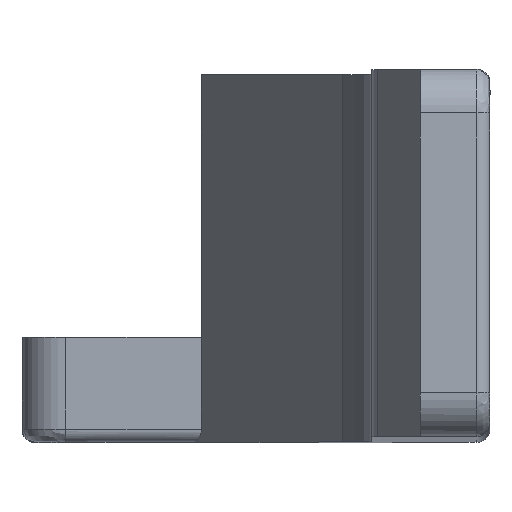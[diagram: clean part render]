
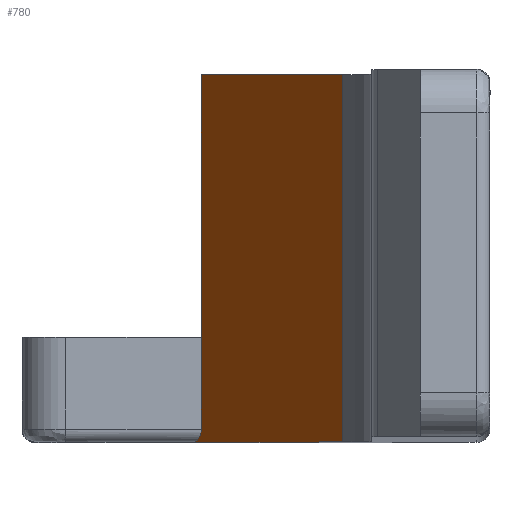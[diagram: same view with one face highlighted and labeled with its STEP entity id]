
A CAD part, top view. The second image highlights one B-rep face of the part: STEP entity #780.
In plain terms, the highlighted planar face has unit normal (-0.832, 0, 0.555).
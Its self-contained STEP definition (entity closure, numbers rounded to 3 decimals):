
#108 = VERTEX_POINT ( 'NONE', #748 ) ;
#162 = EDGE_CURVE ( 'NONE', #1323, #108, #371, .T. ) ;
#204 = CARTESIAN_POINT ( 'NONE',  ( 94., 41.5, 71.099 ) ) ;
#232 = ORIENTED_EDGE ( 'NONE', *, *, #2257, .T. ) ;
#269 = DIRECTION ( 'NONE',  ( -0.832, 0., 0.555 ) ) ;
#371 = LINE ( 'NONE', #1041, #1067 ) ;
#449 = CARTESIAN_POINT ( 'NONE',  ( 95., 83.5, 72.599 ) ) ;
#464 = PLANE ( 'NONE',  #1452 ) ;
#500 = CARTESIAN_POINT ( 'NONE',  ( 95., 83.5, 72.599 ) ) ;
#546 = CARTESIAN_POINT ( 'NONE',  ( 111.141, -13.251, 96.81 ) ) ;
#639 = VECTOR ( 'NONE', #818, 1000. ) ;
#673 = CARTESIAN_POINT ( 'NONE',  ( 94., 41.5, 71.099 ) ) ;
#748 = CARTESIAN_POINT ( 'NONE',  ( 95., 53.5, 72.599 ) ) ;
#780 = ADVANCED_FACE ( 'NONE', ( #1872 ), #464, .T. ) ;
#818 = DIRECTION ( 'NONE',  ( 0.555, 0., 0.832 ) ) ;
#968 = VERTEX_POINT ( 'NONE', #2222 ) ;
#975 = CARTESIAN_POINT ( 'NONE',  ( 111.141, 83.5, 96.81 ) ) ;
#1018 = DIRECTION ( 'NONE',  ( 0., -1., 0. ) ) ;
#1041 = CARTESIAN_POINT ( 'NONE',  ( 95., 83.5, 72.599 ) ) ;
#1067 = VECTOR ( 'NONE', #1018, 1000. ) ;
#1135 = CARTESIAN_POINT ( 'NONE',  ( 94.586, 41.5, 71.977 ) ) ;
#1146 = LINE ( 'NONE', #1997, #1598 ) ;
#1205 = VERTEX_POINT ( 'NONE', #1327 ) ;
#1230 = EDGE_CURVE ( 'NONE', #1441, #968, #2040, .T. ) ;
#1268 = ORIENTED_EDGE ( 'NONE', *, *, #1394, .T. ) ;
#1306 = DIRECTION ( 'NONE',  ( 0., 1., 0. ) ) ;
#1323 = VERTEX_POINT ( 'NONE', #449 ) ;
#1327 = CARTESIAN_POINT ( 'NONE',  ( 111.141, 41.5, 96.81 ) ) ;
#1394 = EDGE_CURVE ( 'NONE', #108, #968, #1708, .T. ) ;
#1411 = EDGE_CURVE ( 'NONE', #1205, #1441, #1146, .T. ) ;
#1441 = VERTEX_POINT ( 'NONE', #673 ) ;
#1452 = AXIS2_PLACEMENT_3D ( 'NONE', #2004, #269, #1584 ) ;
#1478 = VECTOR ( 'NONE', #2368, 1000. ) ;
#1584 = DIRECTION ( 'NONE',  ( 0.555, 0., 0.832 ) ) ;
#1590 = ORIENTED_EDGE ( 'NONE', *, *, #1843, .F. ) ;
#1598 = VECTOR ( 'NONE', #1622, 1000. ) ;
#1622 = DIRECTION ( 'NONE',  ( -0.555, 0., -0.832 ) ) ;
#1708 = LINE ( 'NONE', #500, #1478 ) ;
#1812 = LINE ( 'NONE', #546, #2088 ) ;
#1843 = EDGE_CURVE ( 'NONE', #1323, #2400, #1974, .T. ) ;
#1872 = FACE_OUTER_BOUND ( 'NONE', #2402, .T. ) ;
#1944 = CARTESIAN_POINT ( 'NONE',  ( 95., 42.121, 72.599 ) ) ;
#1974 = LINE ( 'NONE', #1991, #639 ) ;
#1991 = CARTESIAN_POINT ( 'NONE',  ( 95., 83.5, 72.599 ) ) ;
#1997 = CARTESIAN_POINT ( 'NONE',  ( 111.141, 41.5, 96.81 ) ) ;
#2004 = CARTESIAN_POINT ( 'NONE',  ( 95., 83.5, 72.599 ) ) ;
#2040 =( BOUNDED_CURVE ( )  B_SPLINE_CURVE ( 3, ( #204, #1135, #1944, #2308 ),
 .UNSPECIFIED., .F., .F. ) 
 B_SPLINE_CURVE_WITH_KNOTS ( ( 4, 4 ),
 ( 1.571, 3.142 ),
 .UNSPECIFIED. ) 
 CURVE ( )  GEOMETRIC_REPRESENTATION_ITEM ( )  RATIONAL_B_SPLINE_CURVE ( ( 1., 0.805, 0.805, 1. ) ) 
 REPRESENTATION_ITEM ( '' )  );
#2053 = ORIENTED_EDGE ( 'NONE', *, *, #1230, .F. ) ;
#2088 = VECTOR ( 'NONE', #1306, 1000. ) ;
#2222 = CARTESIAN_POINT ( 'NONE',  ( 95., 43., 72.599 ) ) ;
#2257 = EDGE_CURVE ( 'NONE', #1205, #2400, #1812, .T. ) ;
#2308 = CARTESIAN_POINT ( 'NONE',  ( 95., 43., 72.599 ) ) ;
#2368 = DIRECTION ( 'NONE',  ( 0., -1., 0. ) ) ;
#2400 = VERTEX_POINT ( 'NONE', #975 ) ;
#2402 = EDGE_LOOP ( 'NONE', ( #2053, #2423, #232, #1590, #2425, #1268 ) ) ;
#2423 = ORIENTED_EDGE ( 'NONE', *, *, #1411, .F. ) ;
#2425 = ORIENTED_EDGE ( 'NONE', *, *, #162, .T. ) ;
